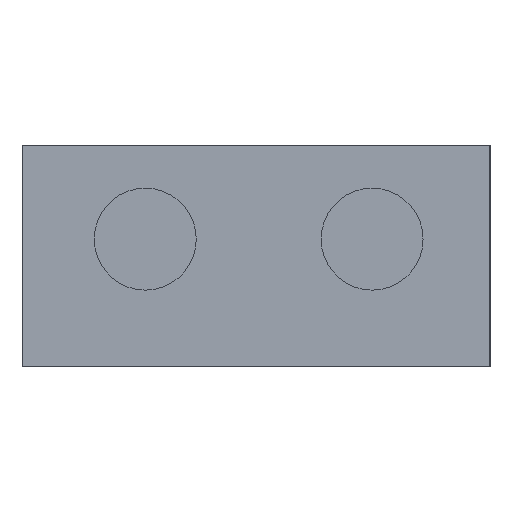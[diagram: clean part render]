
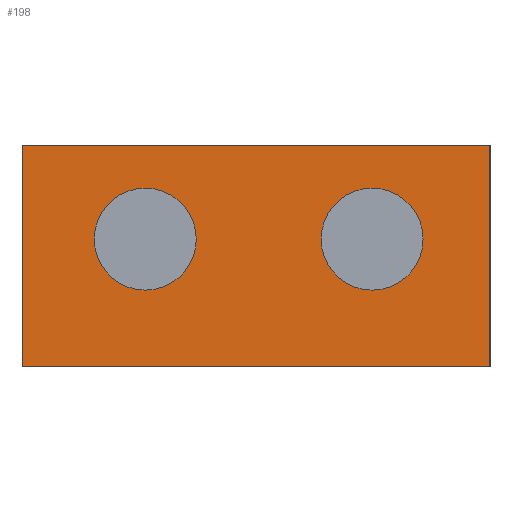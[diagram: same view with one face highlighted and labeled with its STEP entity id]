
A CAD part, left-side view. The second image highlights one B-rep face of the part: STEP entity #198.
In plain terms, the highlighted planar face has unit normal (-1, 0, 0).
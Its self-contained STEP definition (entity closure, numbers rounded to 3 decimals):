
#17=FACE_BOUND('',#51,.T.);
#18=FACE_BOUND('',#52,.T.);
#20=PLANE('',#234);
#34=FACE_OUTER_BOUND('',#50,.T.);
#50=EDGE_LOOP('',(#163,#164,#165,#166));
#51=EDGE_LOOP('',(#167));
#52=EDGE_LOOP('',(#168));
#69=LINE('',#342,#85);
#70=LINE('',#344,#86);
#71=LINE('',#346,#87);
#72=LINE('',#347,#88);
#85=VECTOR('',#281,10.);
#86=VECTOR('',#282,10.);
#87=VECTOR('',#283,10.);
#88=VECTOR('',#284,10.);
#95=CIRCLE('',#225,2.25);
#97=CIRCLE('',#228,2.25);
#103=VERTEX_POINT('',#313);
#105=VERTEX_POINT('',#319);
#113=VERTEX_POINT('',#340);
#114=VERTEX_POINT('',#341);
#115=VERTEX_POINT('',#343);
#116=VERTEX_POINT('',#345);
#120=EDGE_CURVE('',#103,#103,#95,.T.);
#123=EDGE_CURVE('',#105,#105,#97,.T.);
#133=EDGE_CURVE('',#113,#114,#69,.T.);
#134=EDGE_CURVE('',#115,#113,#70,.T.);
#135=EDGE_CURVE('',#116,#115,#71,.T.);
#136=EDGE_CURVE('',#114,#116,#72,.T.);
#163=ORIENTED_EDGE('',*,*,#133,.F.);
#164=ORIENTED_EDGE('',*,*,#134,.F.);
#165=ORIENTED_EDGE('',*,*,#135,.F.);
#166=ORIENTED_EDGE('',*,*,#136,.F.);
#167=ORIENTED_EDGE('',*,*,#123,.T.);
#168=ORIENTED_EDGE('',*,*,#120,.T.);
#198=ADVANCED_FACE('',(#34,#17,#18),#20,.F.);
#225=AXIS2_PLACEMENT_3D('',#314,#254,#255);
#228=AXIS2_PLACEMENT_3D('',#320,#261,#262);
#234=AXIS2_PLACEMENT_3D('',#339,#279,#280);
#254=DIRECTION('center_axis',(1.,0.,0.));
#255=DIRECTION('ref_axis',(0.,-1.,0.));
#261=DIRECTION('center_axis',(1.,0.,0.));
#262=DIRECTION('ref_axis',(0.,-1.,0.));
#279=DIRECTION('center_axis',(1.,0.,0.));
#280=DIRECTION('ref_axis',(0.,0.,-1.));
#281=DIRECTION('',(0.,0.,-1.));
#282=DIRECTION('',(0.,-1.,0.));
#283=DIRECTION('',(0.,0.,1.));
#284=DIRECTION('',(0.,1.,0.));
#313=CARTESIAN_POINT('',(-42.023,-46.414,-34.125));
#314=CARTESIAN_POINT('Origin',(-42.023,-48.664,-34.125));
#319=CARTESIAN_POINT('',(-42.023,-56.424,-34.125));
#320=CARTESIAN_POINT('Origin',(-42.023,-58.674,-34.125));
#339=CARTESIAN_POINT('Origin',(-42.023,-53.662,-34.169));
#340=CARTESIAN_POINT('',(-42.023,-63.877,-29.972));
#341=CARTESIAN_POINT('',(-42.023,-63.877,-39.766));
#342=CARTESIAN_POINT('',(-42.023,-63.877,-34.519));
#343=CARTESIAN_POINT('',(-42.023,-43.222,-29.972));
#344=CARTESIAN_POINT('',(-42.023,-53.606,-29.972));
#345=CARTESIAN_POINT('',(-42.023,-43.222,-39.766));
#346=CARTESIAN_POINT('',(-42.023,-43.222,-34.519));
#347=CARTESIAN_POINT('',(-42.023,-53.606,-39.766));
